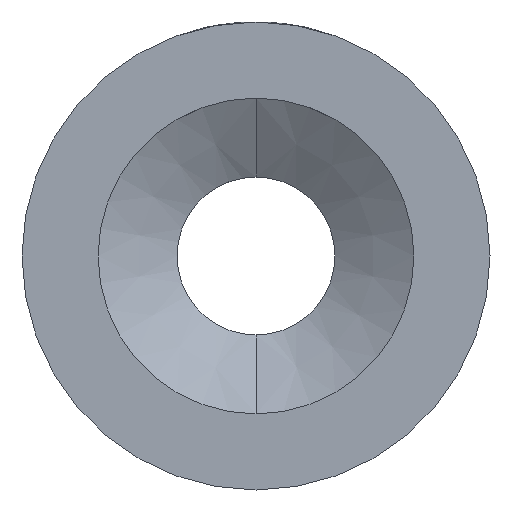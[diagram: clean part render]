
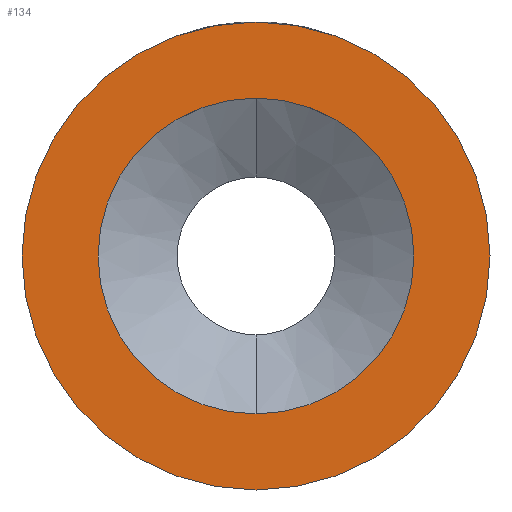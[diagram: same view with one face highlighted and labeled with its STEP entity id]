
A CAD part, front view. The second image highlights one B-rep face of the part: STEP entity #134.
In plain terms, the highlighted planar face has unit normal (0, -1, 0).
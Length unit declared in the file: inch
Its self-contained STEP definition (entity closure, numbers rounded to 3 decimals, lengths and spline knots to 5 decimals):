
#58 = DIRECTION ( 'NONE',  ( 0., 0., 1. ) ) ;
#87 = EDGE_CURVE ( 'NONE', #124, #604, #484, .T. ) ;
#124 = VERTEX_POINT ( 'NONE', #164 ) ;
#134 = ADVANCED_FACE ( 'NONE', ( #644, #161 ), #699, .F. ) ;
#161 = FACE_OUTER_BOUND ( 'NONE', #746, .T. ) ;
#164 = CARTESIAN_POINT ( 'NONE',  ( 0., 0., -0.35 ) ) ;
#170 = ORIENTED_EDGE ( 'NONE', *, *, #635, .F. ) ;
#172 = CIRCLE ( 'NONE', #345, 0.23622 ) ;
#178 = AXIS2_PLACEMENT_3D ( 'NONE', #640, #220, #518 ) ;
#182 = EDGE_LOOP ( 'NONE', ( #377, #289 ) ) ;
#211 = DIRECTION ( 'NONE',  ( 0., -1., 0. ) ) ;
#220 = DIRECTION ( 'NONE',  ( 0., 1., 0. ) ) ;
#232 = DIRECTION ( 'NONE',  ( 0., 1., 0. ) ) ;
#233 = CARTESIAN_POINT ( 'NONE',  ( 0., 0., 0. ) ) ;
#257 = AXIS2_PLACEMENT_3D ( 'NONE', #263, #686, #333 ) ;
#263 = CARTESIAN_POINT ( 'NONE',  ( 0., 0., 0. ) ) ;
#270 = VERTEX_POINT ( 'NONE', #439 ) ;
#289 = ORIENTED_EDGE ( 'NONE', *, *, #290, .F. ) ;
#290 = EDGE_CURVE ( 'NONE', #776, #270, #491, .T. ) ;
#299 = EDGE_CURVE ( 'NONE', #270, #776, #172, .T. ) ;
#333 = DIRECTION ( 'NONE',  ( 0., 0., -1. ) ) ;
#345 = AXIS2_PLACEMENT_3D ( 'NONE', #556, #211, #627 ) ;
#377 = ORIENTED_EDGE ( 'NONE', *, *, #299, .F. ) ;
#405 = DIRECTION ( 'NONE',  ( 0., 1., 0. ) ) ;
#439 = CARTESIAN_POINT ( 'NONE',  ( 0., 0., -0.23622 ) ) ;
#484 = CIRCLE ( 'NONE', #756, 0.35 ) ;
#491 = CIRCLE ( 'NONE', #257, 0.23622 ) ;
#518 = DIRECTION ( 'NONE',  ( 0., 0., 1. ) ) ;
#556 = CARTESIAN_POINT ( 'NONE',  ( 0., 0., 0. ) ) ;
#583 = CIRCLE ( 'NONE', #608, 0.35 ) ;
#604 = VERTEX_POINT ( 'NONE', #703 ) ;
#606 = ORIENTED_EDGE ( 'NONE', *, *, #87, .F. ) ;
#608 = AXIS2_PLACEMENT_3D ( 'NONE', #768, #405, #58 ) ;
#627 = DIRECTION ( 'NONE',  ( 0., 0., -1. ) ) ;
#635 = EDGE_CURVE ( 'NONE', #604, #124, #583, .T. ) ;
#640 = CARTESIAN_POINT ( 'NONE',  ( 0., 0., 0. ) ) ;
#644 = FACE_BOUND ( 'NONE', #182, .T. ) ;
#686 = DIRECTION ( 'NONE',  ( 0., -1., 0. ) ) ;
#699 = PLANE ( 'NONE',  #178 ) ;
#703 = CARTESIAN_POINT ( 'NONE',  ( 0., 0., 0.35 ) ) ;
#710 = DIRECTION ( 'NONE',  ( 0., 0., 1. ) ) ;
#720 = CARTESIAN_POINT ( 'NONE',  ( 0., 0., 0.23622 ) ) ;
#746 = EDGE_LOOP ( 'NONE', ( #606, #170 ) ) ;
#756 = AXIS2_PLACEMENT_3D ( 'NONE', #233, #232, #710 ) ;
#768 = CARTESIAN_POINT ( 'NONE',  ( 0., 0., 0. ) ) ;
#776 = VERTEX_POINT ( 'NONE', #720 ) ;
